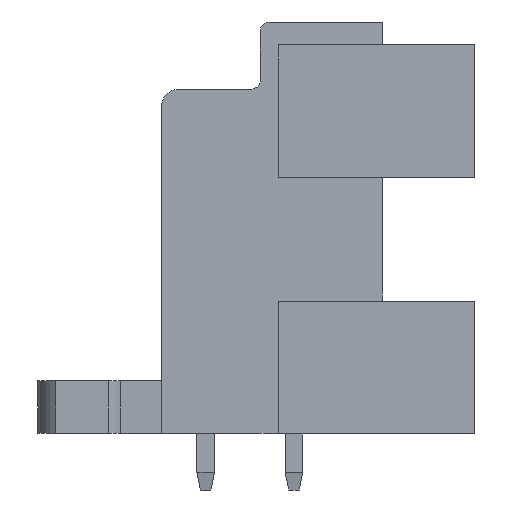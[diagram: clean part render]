
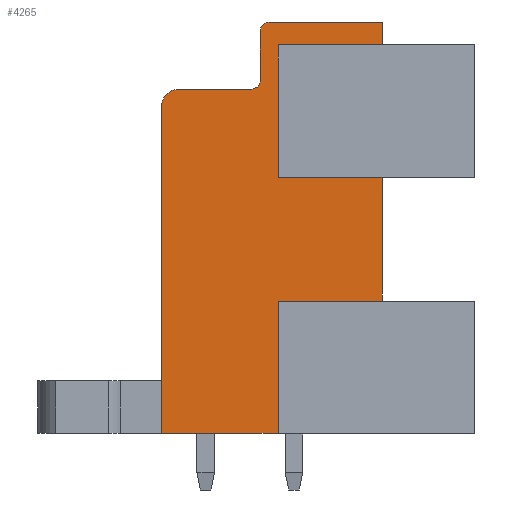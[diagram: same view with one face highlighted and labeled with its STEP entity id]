
A CAD part, left-side view. The second image highlights one B-rep face of the part: STEP entity #4265.
In plain terms, the highlighted planar face has unit normal (-1, 0, 0).
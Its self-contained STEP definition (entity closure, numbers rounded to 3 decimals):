
#2166=AXIS2_PLACEMENT_3D('Circle Axis2P3D',#2164,#2165,$) ;
#2228=AXIS2_PLACEMENT_3D('Circle Axis2P3D',#2226,#2227,$) ;
#2290=AXIS2_PLACEMENT_3D('Circle Axis2P3D',#2288,#2289,$) ;
#4236=AXIS2_PLACEMENT_3D('Plane Axis2P3D',#4233,#4234,#4235) ;
#935=CARTESIAN_POINT('Vertex',(3.5,5.2,10.7)) ;
#938=CARTESIAN_POINT('Line Origine',(3.5,8.15,10.7)) ;
#942=CARTESIAN_POINT('Vertex',(3.5,11.1,10.7)) ;
#1020=CARTESIAN_POINT('Vertex',(3.5,5.2,17.7)) ;
#1023=CARTESIAN_POINT('Line Origine',(3.5,5.2,14.2)) ;
#1079=CARTESIAN_POINT('Vertex',(3.5,11.1,17.7)) ;
#1082=CARTESIAN_POINT('Line Origine',(3.5,8.15,17.7)) ;
#2019=CARTESIAN_POINT('Vertex',(3.5,5.2,25.2)) ;
#2022=CARTESIAN_POINT('Line Origine',(3.5,8.15,25.2)) ;
#2026=CARTESIAN_POINT('Vertex',(3.5,11.1,25.2)) ;
#2099=CARTESIAN_POINT('Vertex',(3.5,5.2,26.5)) ;
#2102=CARTESIAN_POINT('Line Origine',(3.5,5.2,25.85)) ;
#2130=CARTESIAN_POINT('Vertex',(3.5,11.6,26.5)) ;
#2133=CARTESIAN_POINT('Line Origine',(3.5,8.4,26.5)) ;
#2161=CARTESIAN_POINT('Vertex',(3.5,12.1,26.)) ;
#2164=CARTESIAN_POINT('Axis2P3D Location',(3.5,11.6,26.)) ;
#2192=CARTESIAN_POINT('Vertex',(3.5,12.1,23.2)) ;
#2195=CARTESIAN_POINT('Line Origine',(3.5,12.1,24.6)) ;
#2223=CARTESIAN_POINT('Vertex',(3.5,12.6,22.7)) ;
#2226=CARTESIAN_POINT('Axis2P3D Location',(3.5,12.6,23.2)) ;
#2254=CARTESIAN_POINT('Vertex',(3.5,16.7,22.7)) ;
#2257=CARTESIAN_POINT('Line Origine',(3.5,14.65,22.7)) ;
#2285=CARTESIAN_POINT('Vertex',(3.5,17.7,21.7)) ;
#2288=CARTESIAN_POINT('Axis2P3D Location',(3.5,16.7,21.7)) ;
#2395=CARTESIAN_POINT('Vertex',(3.5,17.7,3.2)) ;
#2398=CARTESIAN_POINT('Line Origine',(3.5,17.7,12.45)) ;
#2494=CARTESIAN_POINT('Vertex',(3.5,11.1,3.2)) ;
#2497=CARTESIAN_POINT('Line Origine',(3.5,14.4,3.2)) ;
#4233=CARTESIAN_POINT('Axis2P3D Location',(3.5,0.,0.)) ;
#4238=CARTESIAN_POINT('Line Origine',(3.5,11.1,21.45)) ;
#4243=CARTESIAN_POINT('Line Origine',(3.5,11.1,6.95)) ;
#939=DIRECTION('Vector Direction',(0.,-1.,0.)) ;
#1024=DIRECTION('Vector Direction',(0.,0.,-1.)) ;
#1083=DIRECTION('Vector Direction',(0.,1.,0.)) ;
#2023=DIRECTION('Vector Direction',(0.,-1.,0.)) ;
#2103=DIRECTION('Vector Direction',(0.,0.,-1.)) ;
#2134=DIRECTION('Vector Direction',(0.,-1.,0.)) ;
#2165=DIRECTION('Axis2P3D Direction',(-1.,0.,0.)) ;
#2196=DIRECTION('Vector Direction',(0.,0.,1.)) ;
#2227=DIRECTION('Axis2P3D Direction',(-1.,0.,0.)) ;
#2258=DIRECTION('Vector Direction',(0.,-1.,0.)) ;
#2289=DIRECTION('Axis2P3D Direction',(-1.,0.,0.)) ;
#2399=DIRECTION('Vector Direction',(0.,0.,1.)) ;
#2498=DIRECTION('Vector Direction',(0.,1.,0.)) ;
#4234=DIRECTION('Axis2P3D Direction',(-1.,0.,0.)) ;
#4235=DIRECTION('Axis2P3D XDirection',(0.,-1.,0.)) ;
#4239=DIRECTION('Vector Direction',(0.,0.,1.)) ;
#4244=DIRECTION('Vector Direction',(0.,0.,1.)) ;
#940=VECTOR('Line Direction',#939,1.) ;
#1025=VECTOR('Line Direction',#1024,1.) ;
#1084=VECTOR('Line Direction',#1083,1.) ;
#2024=VECTOR('Line Direction',#2023,1.) ;
#2104=VECTOR('Line Direction',#2103,1.) ;
#2135=VECTOR('Line Direction',#2134,1.) ;
#2197=VECTOR('Line Direction',#2196,1.) ;
#2259=VECTOR('Line Direction',#2258,1.) ;
#2400=VECTOR('Line Direction',#2399,1.) ;
#2499=VECTOR('Line Direction',#2498,1.) ;
#4240=VECTOR('Line Direction',#4239,1.) ;
#4245=VECTOR('Line Direction',#4244,1.) ;
#4249=ORIENTED_EDGE('',*,*,#1086,.F.) ;
#4250=ORIENTED_EDGE('',*,*,#4242,.F.) ;
#4251=ORIENTED_EDGE('',*,*,#2028,.F.) ;
#4252=ORIENTED_EDGE('',*,*,#2106,.T.) ;
#4253=ORIENTED_EDGE('',*,*,#2137,.T.) ;
#4254=ORIENTED_EDGE('',*,*,#2168,.T.) ;
#4255=ORIENTED_EDGE('',*,*,#2199,.T.) ;
#4256=ORIENTED_EDGE('',*,*,#2230,.T.) ;
#4257=ORIENTED_EDGE('',*,*,#2261,.T.) ;
#4258=ORIENTED_EDGE('',*,*,#2292,.T.) ;
#4259=ORIENTED_EDGE('',*,*,#2402,.T.) ;
#4260=ORIENTED_EDGE('',*,*,#2501,.T.) ;
#4261=ORIENTED_EDGE('',*,*,#4247,.F.) ;
#4262=ORIENTED_EDGE('',*,*,#944,.F.) ;
#4263=ORIENTED_EDGE('',*,*,#1027,.T.) ;
#4265=ADVANCED_FACE('Housing',(#4264),#4237,.T.) ;
#2167=CIRCLE('generated circle',#2166,0.5) ;
#2229=CIRCLE('generated circle',#2228,0.5) ;
#2291=CIRCLE('generated circle',#2290,1.) ;
#944=EDGE_CURVE('',#936,#943,#941,.F.) ;
#1027=EDGE_CURVE('',#936,#1021,#1026,.F.) ;
#1086=EDGE_CURVE('',#1080,#1021,#1085,.F.) ;
#2028=EDGE_CURVE('',#2020,#2027,#2025,.F.) ;
#2106=EDGE_CURVE('',#2020,#2100,#2105,.F.) ;
#2137=EDGE_CURVE('',#2100,#2131,#2136,.F.) ;
#2168=EDGE_CURVE('',#2131,#2162,#2167,.T.) ;
#2199=EDGE_CURVE('',#2162,#2193,#2198,.F.) ;
#2230=EDGE_CURVE('',#2193,#2224,#2229,.F.) ;
#2261=EDGE_CURVE('',#2224,#2255,#2260,.F.) ;
#2292=EDGE_CURVE('',#2255,#2286,#2291,.T.) ;
#2402=EDGE_CURVE('',#2286,#2396,#2401,.F.) ;
#2501=EDGE_CURVE('',#2396,#2495,#2500,.F.) ;
#4242=EDGE_CURVE('',#2027,#1080,#4241,.F.) ;
#4247=EDGE_CURVE('',#943,#2495,#4246,.F.) ;
#4248=EDGE_LOOP('',(#4249,#4250,#4251,#4252,#4253,#4254,#4255,#4256,#4257,#4258,#4259,#4260,#4261,#4262,#4263)) ;
#4264=FACE_OUTER_BOUND('',#4248,.T.) ;
#941=LINE('Line',#938,#940) ;
#1026=LINE('Line',#1023,#1025) ;
#1085=LINE('Line',#1082,#1084) ;
#2025=LINE('Line',#2022,#2024) ;
#2105=LINE('Line',#2102,#2104) ;
#2136=LINE('Line',#2133,#2135) ;
#2198=LINE('Line',#2195,#2197) ;
#2260=LINE('Line',#2257,#2259) ;
#2401=LINE('Line',#2398,#2400) ;
#2500=LINE('Line',#2497,#2499) ;
#4241=LINE('Line',#4238,#4240) ;
#4246=LINE('Line',#4243,#4245) ;
#4237=PLANE('',#4236) ;
#936=VERTEX_POINT('',#935) ;
#943=VERTEX_POINT('',#942) ;
#1021=VERTEX_POINT('',#1020) ;
#1080=VERTEX_POINT('',#1079) ;
#2020=VERTEX_POINT('',#2019) ;
#2027=VERTEX_POINT('',#2026) ;
#2100=VERTEX_POINT('',#2099) ;
#2131=VERTEX_POINT('',#2130) ;
#2162=VERTEX_POINT('',#2161) ;
#2193=VERTEX_POINT('',#2192) ;
#2224=VERTEX_POINT('',#2223) ;
#2255=VERTEX_POINT('',#2254) ;
#2286=VERTEX_POINT('',#2285) ;
#2396=VERTEX_POINT('',#2395) ;
#2495=VERTEX_POINT('',#2494) ;
